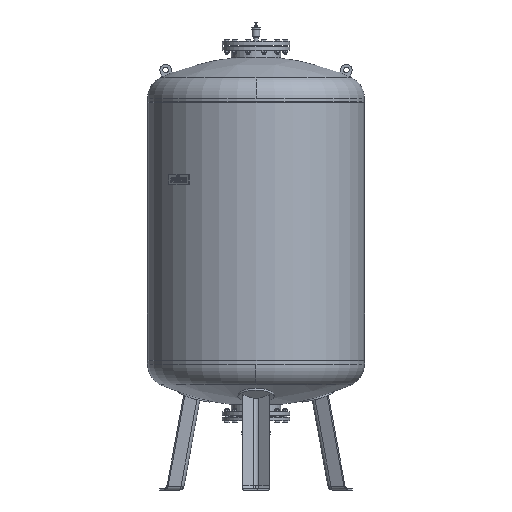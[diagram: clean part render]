
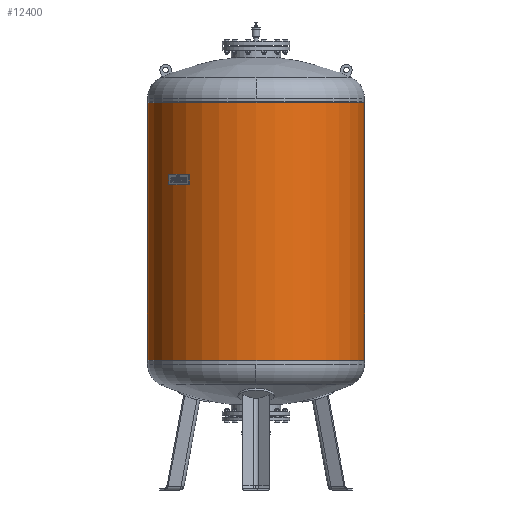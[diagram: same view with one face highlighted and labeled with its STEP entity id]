
A CAD part, front view. The second image highlights one B-rep face of the part: STEP entity #12400.
In plain terms, the highlighted cylindrical face has radius 600 mm (diameter 1200 mm), a partial arc.
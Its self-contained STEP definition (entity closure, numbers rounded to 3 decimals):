
#12359=CARTESIAN_POINT('',(0.,0.0,1781.0));
#12360=DIRECTION('',(0.,0.0,1.0));
#12361=DIRECTION('',(1.0,0.0,0.0));
#12362=AXIS2_PLACEMENT_3D('',#12359,#12360,#12361);
#12363=CYLINDRICAL_SURFACE('',#12362,600.);
#12364=CARTESIAN_POINT('',(600.,0.0,2142.0));
#12365=VERTEX_POINT('',#12364);
#12366=CARTESIAN_POINT('',(600.0,0.0,718.));
#12367=VERTEX_POINT('',#12366);
#12368=CARTESIAN_POINT('',(600.,0.0,2142.0));
#12369=DIRECTION('',(0.0,0.0,-1.0));
#12370=VECTOR('',#12369,1424.);
#12371=LINE('',#12368,#12370);
#12372=EDGE_CURVE('',#12365,#12367,#12371,.T.);
#12373=ORIENTED_EDGE('',*,*,#12372,.F.);
#12374=CARTESIAN_POINT('',(-600.,0.,2142.0));
#12375=VERTEX_POINT('',#12374);
#12376=CARTESIAN_POINT('',(0.,0.0,2142.0));
#12377=DIRECTION('',(0.0,0.0,1.0));
#12378=DIRECTION('',(1.0,0.0,0.0));
#12379=AXIS2_PLACEMENT_3D('',#12376,#12377,#12378);
#12380=CIRCLE('',#12379,600.);
#12381=EDGE_CURVE('',#12375,#12365,#12380,.T.);
#12382=ORIENTED_EDGE('',*,*,#12381,.F.);
#12383=CARTESIAN_POINT('',(-600.,0.,718.));
#12384=VERTEX_POINT('',#12383);
#12385=CARTESIAN_POINT('',(-600.,0.,2142.0));
#12386=DIRECTION('',(0.0,0.0,-1.0));
#12387=VECTOR('',#12386,1424.);
#12388=LINE('',#12385,#12387);
#12389=EDGE_CURVE('',#12375,#12384,#12388,.T.);
#12390=ORIENTED_EDGE('',*,*,#12389,.T.);
#12391=CARTESIAN_POINT('',(0.,0.0,718.));
#12392=DIRECTION('',(0.0,0.0,1.0));
#12393=DIRECTION('',(1.0,0.0,0.0));
#12394=AXIS2_PLACEMENT_3D('',#12391,#12392,#12393);
#12395=CIRCLE('',#12394,600.0);
#12396=EDGE_CURVE('',#12384,#12367,#12395,.T.);
#12397=ORIENTED_EDGE('',*,*,#12396,.T.);
#12398=EDGE_LOOP('',(#12373,#12382,#12390,#12397));
#12399=FACE_OUTER_BOUND('',#12398,.T.);
#12400=ADVANCED_FACE('',(#12399),#12363,.T.);
